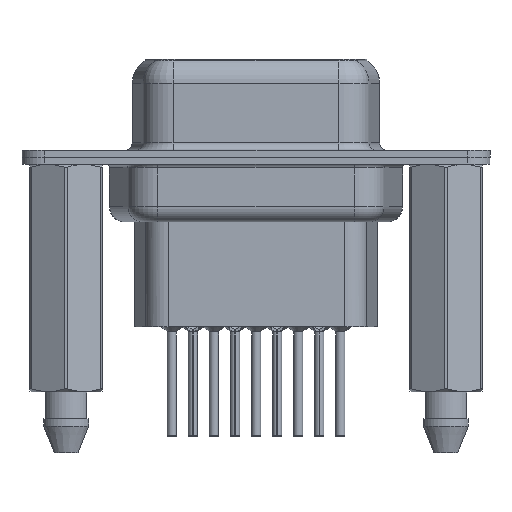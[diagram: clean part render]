
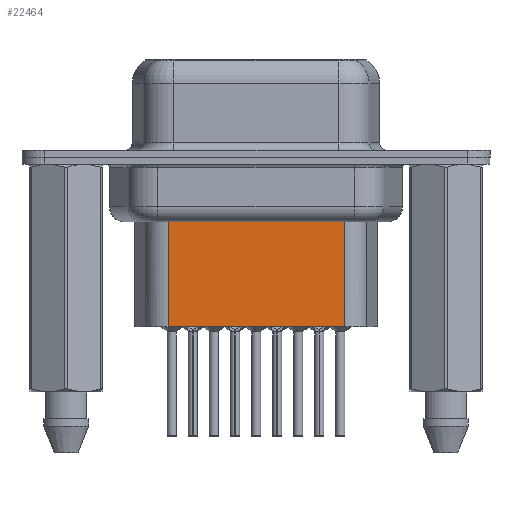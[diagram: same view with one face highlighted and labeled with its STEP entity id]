
A CAD part, front view. The second image highlights one B-rep face of the part: STEP entity #22464.
In plain terms, the highlighted planar face has unit normal (0, -1, 0).
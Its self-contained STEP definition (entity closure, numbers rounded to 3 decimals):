
#508 = VECTOR ( 'NONE', #20839, 1000. ) ;
#640 = PLANE ( 'NONE',  #14407 ) ;
#1604 = CARTESIAN_POINT ( 'NONE',  ( 6.706, -3.5, -11.15 ) ) ;
#2186 = VERTEX_POINT ( 'NONE', #21752 ) ;
#2314 = EDGE_CURVE ( 'NONE', #2186, #2466, #4732, .T. ) ;
#2466 = VERTEX_POINT ( 'NONE', #1604 ) ;
#2755 = ORIENTED_EDGE ( 'NONE', *, *, #21481, .T. ) ;
#2995 = DIRECTION ( 'NONE',  ( -1., 0., 0. ) ) ;
#4732 = LINE ( 'NONE', #18753, #18028 ) ;
#6311 = CARTESIAN_POINT ( 'NONE',  ( 18.294, -3.5, -4.097 ) ) ;
#6518 = CARTESIAN_POINT ( 'NONE',  ( 6.706, -3.5, -4.097 ) ) ;
#6820 = LINE ( 'NONE', #8896, #508 ) ;
#8720 = CARTESIAN_POINT ( 'NONE',  ( 18.294, -3.5, -3.1 ) ) ;
#8896 = CARTESIAN_POINT ( 'NONE',  ( 6.459, -3.5, -4.097 ) ) ;
#9141 = EDGE_CURVE ( 'NONE', #17467, #2186, #10475, .T. ) ;
#9782 = ORIENTED_EDGE ( 'NONE', *, *, #15921, .T. ) ;
#10475 = LINE ( 'NONE', #8720, #21314 ) ;
#10830 = CARTESIAN_POINT ( 'NONE',  ( 6.706, -3.5, -3.1 ) ) ;
#13270 = VECTOR ( 'NONE', #18940, 1000. ) ;
#14407 = AXIS2_PLACEMENT_3D ( 'NONE', #10830, #19669, #16103 ) ;
#15410 = LINE ( 'NONE', #22407, #13270 ) ;
#15921 = EDGE_CURVE ( 'NONE', #17467, #19665, #6820, .T. ) ;
#16103 = DIRECTION ( 'NONE',  ( 1., 0., 0. ) ) ;
#16327 = FACE_OUTER_BOUND ( 'NONE', #22485, .T. ) ;
#17467 = VERTEX_POINT ( 'NONE', #6311 ) ;
#18028 = VECTOR ( 'NONE', #2995, 1000. ) ;
#18753 = CARTESIAN_POINT ( 'NONE',  ( 6.706, -3.5, -11.15 ) ) ;
#18793 = ORIENTED_EDGE ( 'NONE', *, *, #2314, .F. ) ;
#18940 = DIRECTION ( 'NONE',  ( 0., 0., -1. ) ) ;
#19307 = DIRECTION ( 'NONE',  ( 0., 0., -1. ) ) ;
#19317 = ORIENTED_EDGE ( 'NONE', *, *, #9141, .F. ) ;
#19665 = VERTEX_POINT ( 'NONE', #6518 ) ;
#19669 = DIRECTION ( 'NONE',  ( 0., -1., 0. ) ) ;
#20839 = DIRECTION ( 'NONE',  ( -1., 0., 0. ) ) ;
#21314 = VECTOR ( 'NONE', #19307, 1000. ) ;
#21481 = EDGE_CURVE ( 'NONE', #19665, #2466, #15410, .T. ) ;
#21752 = CARTESIAN_POINT ( 'NONE',  ( 18.294, -3.5, -11.15 ) ) ;
#22407 = CARTESIAN_POINT ( 'NONE',  ( 6.706, -3.5, -3.1 ) ) ;
#22464 = ADVANCED_FACE ( 'NONE', ( #16327 ), #640, .T. ) ;
#22485 = EDGE_LOOP ( 'NONE', ( #19317, #9782, #2755, #18793 ) ) ;
